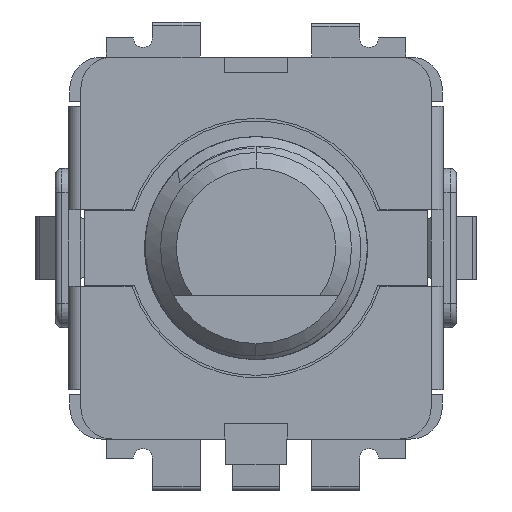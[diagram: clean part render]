
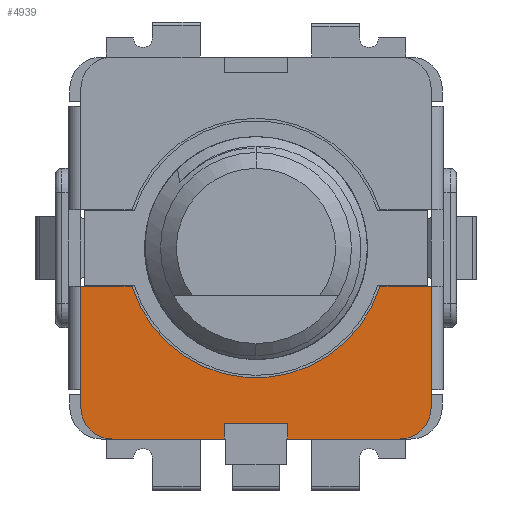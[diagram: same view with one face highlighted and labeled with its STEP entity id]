
A CAD part, front view. The second image highlights one B-rep face of the part: STEP entity #4939.
In plain terms, the highlighted planar face has unit normal (0, -1, 0).
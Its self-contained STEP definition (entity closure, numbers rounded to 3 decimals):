
#109 = DIRECTION ( 'NONE',  ( -1., 0., 0. ) ) ;
#255 = CARTESIAN_POINT ( 'NONE',  ( -1., 7.396, 0. ) ) ;
#306 = DIRECTION ( 'NONE',  ( 1., 0., 0. ) ) ;
#452 = VERTEX_POINT ( 'NONE', #11687 ) ;
#606 = DIRECTION ( 'NONE',  ( 0., 0., 1. ) ) ;
#665 = CARTESIAN_POINT ( 'NONE',  ( 5.5, 7.396, 0. ) ) ;
#813 = CARTESIAN_POINT ( 'NONE',  ( 5.5, 7.396, 0. ) ) ;
#886 = AXIS2_PLACEMENT_3D ( 'NONE', #14057, #20681, #16231 ) ;
#994 = CARTESIAN_POINT ( 'NONE',  ( 5.5, 7.396, -5. ) ) ;
#1049 = CARTESIAN_POINT ( 'NONE',  ( -5.85, 7.396, -6. ) ) ;
#1175 = VECTOR ( 'NONE', #3420, 1000. ) ;
#1674 = CARTESIAN_POINT ( 'NONE',  ( 1., 7.396, -5.5 ) ) ;
#2315 = CARTESIAN_POINT ( 'NONE',  ( 4.5, 7.396, -6. ) ) ;
#2335 = LINE ( 'NONE', #813, #16065 ) ;
#2409 = EDGE_CURVE ( 'NONE', #14524, #14929, #12746, .T. ) ;
#2479 = CARTESIAN_POINT ( 'NONE',  ( -5.85, 7.396, -6. ) ) ;
#2597 = DIRECTION ( 'NONE',  ( -1., 0., 0. ) ) ;
#2847 = VECTOR ( 'NONE', #15499, 1000. ) ;
#2865 = VERTEX_POINT ( 'NONE', #15764 ) ;
#3108 = CARTESIAN_POINT ( 'NONE',  ( -4.5, 7.396, -5. ) ) ;
#3238 = VECTOR ( 'NONE', #306, 1000. ) ;
#3420 = DIRECTION ( 'NONE',  ( 0., 0., 1. ) ) ;
#3614 = VERTEX_POINT ( 'NONE', #9227 ) ;
#3931 = EDGE_CURVE ( 'NONE', #10629, #16773, #17824, .T. ) ;
#4188 = LINE ( 'NONE', #10841, #17763 ) ;
#4247 = LINE ( 'NONE', #665, #6540 ) ;
#4896 = VERTEX_POINT ( 'NONE', #20439 ) ;
#4933 = EDGE_LOOP ( 'NONE', ( #14037, #12067, #9560, #15381, #7409, #19668, #7936, #7079, #15777, #18065, #10145, #5100, #11253, #10049 ) ) ;
#4939 = ADVANCED_FACE ( 'NONE', ( #19349 ), #9432, .T. ) ;
#5100 = ORIENTED_EDGE ( 'NONE', *, *, #11885, .T. ) ;
#5211 = CARTESIAN_POINT ( 'NONE',  ( 0., 7.396, -5.5 ) ) ;
#5409 = LINE ( 'NONE', #12101, #21109 ) ;
#5656 = CARTESIAN_POINT ( 'NONE',  ( -1., 7.396, -5.5 ) ) ;
#5928 = DIRECTION ( 'NONE',  ( -1., 0., 0. ) ) ;
#6152 = CARTESIAN_POINT ( 'NONE',  ( -3.894, 7.396, -1.2 ) ) ;
#6454 = EDGE_CURVE ( 'NONE', #15322, #21095, #11091, .T. ) ;
#6540 = VECTOR ( 'NONE', #7425, 1000. ) ;
#6573 = EDGE_CURVE ( 'NONE', #452, #21095, #8352, .T. ) ;
#6874 = EDGE_CURVE ( 'NONE', #7708, #4896, #4188, .T. ) ;
#7079 = ORIENTED_EDGE ( 'NONE', *, *, #6573, .T. ) ;
#7409 = ORIENTED_EDGE ( 'NONE', *, *, #6874, .T. ) ;
#7425 = DIRECTION ( 'NONE',  ( 0., 0., 1. ) ) ;
#7462 = CARTESIAN_POINT ( 'NONE',  ( 0., 7.396, 0. ) ) ;
#7677 = DIRECTION ( 'NONE',  ( 0., -1., 0. ) ) ;
#7708 = VERTEX_POINT ( 'NONE', #6152 ) ;
#7921 = CARTESIAN_POINT ( 'NONE',  ( 5.5, 7.396, -1.2 ) ) ;
#7936 = ORIENTED_EDGE ( 'NONE', *, *, #10920, .F. ) ;
#7976 = EDGE_CURVE ( 'NONE', #3614, #10629, #2335, .T. ) ;
#8352 = CIRCLE ( 'NONE', #19827, 1. ) ;
#8430 = VECTOR ( 'NONE', #2597, 1000. ) ;
#8459 = DIRECTION ( 'NONE',  ( 0., -1., 0. ) ) ;
#8663 = LINE ( 'NONE', #255, #1175 ) ;
#8957 = DIRECTION ( 'NONE',  ( 0., 0., 1. ) ) ;
#9219 = AXIS2_PLACEMENT_3D ( 'NONE', #12711, #9848, #20964 ) ;
#9227 = CARTESIAN_POINT ( 'NONE',  ( 5.5, 7.396, -4.45 ) ) ;
#9432 = PLANE ( 'NONE',  #13752 ) ;
#9560 = ORIENTED_EDGE ( 'NONE', *, *, #3931, .T. ) ;
#9767 = CARTESIAN_POINT ( 'NONE',  ( 3.894, 7.396, -1.2 ) ) ;
#9848 = DIRECTION ( 'NONE',  ( 0., 1., 0. ) ) ;
#10049 = ORIENTED_EDGE ( 'NONE', *, *, #2409, .T. ) ;
#10145 = ORIENTED_EDGE ( 'NONE', *, *, #12810, .T. ) ;
#10629 = VERTEX_POINT ( 'NONE', #7921 ) ;
#10790 = LINE ( 'NONE', #2479, #8430 ) ;
#10841 = CARTESIAN_POINT ( 'NONE',  ( 0., 7.396, -1.2 ) ) ;
#10920 = EDGE_CURVE ( 'NONE', #452, #17886, #12566, .T. ) ;
#10985 = EDGE_CURVE ( 'NONE', #14929, #3614, #4247, .T. ) ;
#11091 = LINE ( 'NONE', #1049, #12518 ) ;
#11253 = ORIENTED_EDGE ( 'NONE', *, *, #19219, .F. ) ;
#11491 = CARTESIAN_POINT ( 'NONE',  ( -5.5, 7.396, -4.45 ) ) ;
#11687 = CARTESIAN_POINT ( 'NONE',  ( -5.5, 7.396, -5. ) ) ;
#11885 = EDGE_CURVE ( 'NONE', #20173, #2865, #5409, .T. ) ;
#12067 = ORIENTED_EDGE ( 'NONE', *, *, #7976, .T. ) ;
#12101 = CARTESIAN_POINT ( 'NONE',  ( 1., 7.396, 0. ) ) ;
#12130 = LINE ( 'NONE', #13549, #2847 ) ;
#12518 = VECTOR ( 'NONE', #17750, 1000. ) ;
#12566 = LINE ( 'NONE', #18996, #13173 ) ;
#12711 = CARTESIAN_POINT ( 'NONE',  ( 0., 7.396, 0. ) ) ;
#12746 = CIRCLE ( 'NONE', #886, 1. ) ;
#12810 = EDGE_CURVE ( 'NONE', #18962, #20173, #17231, .T. ) ;
#13173 = VECTOR ( 'NONE', #8957, 1000. ) ;
#13549 = CARTESIAN_POINT ( 'NONE',  ( -5.5, 7.396, 0. ) ) ;
#13632 = EDGE_CURVE ( 'NONE', #15322, #18962, #8663, .T. ) ;
#13752 = AXIS2_PLACEMENT_3D ( 'NONE', #7462, #7677, #15870 ) ;
#14037 = ORIENTED_EDGE ( 'NONE', *, *, #10985, .T. ) ;
#14057 = CARTESIAN_POINT ( 'NONE',  ( 4.5, 7.396, -5. ) ) ;
#14524 = VERTEX_POINT ( 'NONE', #2315 ) ;
#14656 = CARTESIAN_POINT ( 'NONE',  ( -1., 7.396, -6. ) ) ;
#14929 = VERTEX_POINT ( 'NONE', #994 ) ;
#15322 = VERTEX_POINT ( 'NONE', #14656 ) ;
#15381 = ORIENTED_EDGE ( 'NONE', *, *, #17966, .T. ) ;
#15499 = DIRECTION ( 'NONE',  ( 0., 0., -1. ) ) ;
#15764 = CARTESIAN_POINT ( 'NONE',  ( 1., 7.396, -6. ) ) ;
#15777 = ORIENTED_EDGE ( 'NONE', *, *, #6454, .F. ) ;
#15850 = CIRCLE ( 'NONE', #9219, 4.075 ) ;
#15870 = DIRECTION ( 'NONE',  ( 0., 0., -1. ) ) ;
#16065 = VECTOR ( 'NONE', #606, 1000. ) ;
#16231 = DIRECTION ( 'NONE',  ( 0., 0., -1. ) ) ;
#16490 = VECTOR ( 'NONE', #5928, 1000. ) ;
#16773 = VERTEX_POINT ( 'NONE', #9767 ) ;
#17231 = LINE ( 'NONE', #5211, #3238 ) ;
#17750 = DIRECTION ( 'NONE',  ( -1., 0., 0. ) ) ;
#17763 = VECTOR ( 'NONE', #109, 1000. ) ;
#17824 = LINE ( 'NONE', #20753, #16490 ) ;
#17886 = VERTEX_POINT ( 'NONE', #11491 ) ;
#17966 = EDGE_CURVE ( 'NONE', #16773, #7708, #15850, .T. ) ;
#18065 = ORIENTED_EDGE ( 'NONE', *, *, #13632, .T. ) ;
#18155 = CARTESIAN_POINT ( 'NONE',  ( -4.5, 7.396, -6. ) ) ;
#18725 = DIRECTION ( 'NONE',  ( 0., 0., -1. ) ) ;
#18961 = EDGE_CURVE ( 'NONE', #4896, #17886, #12130, .T. ) ;
#18962 = VERTEX_POINT ( 'NONE', #5656 ) ;
#18996 = CARTESIAN_POINT ( 'NONE',  ( -5.5, 7.396, -4.725 ) ) ;
#19219 = EDGE_CURVE ( 'NONE', #14524, #2865, #10790, .T. ) ;
#19349 = FACE_OUTER_BOUND ( 'NONE', #4933, .T. ) ;
#19668 = ORIENTED_EDGE ( 'NONE', *, *, #18961, .T. ) ;
#19682 = DIRECTION ( 'NONE',  ( 0., 0., -1. ) ) ;
#19827 = AXIS2_PLACEMENT_3D ( 'NONE', #3108, #8459, #19682 ) ;
#20173 = VERTEX_POINT ( 'NONE', #1674 ) ;
#20439 = CARTESIAN_POINT ( 'NONE',  ( -5.5, 7.396, -1.2 ) ) ;
#20681 = DIRECTION ( 'NONE',  ( 0., -1., 0. ) ) ;
#20753 = CARTESIAN_POINT ( 'NONE',  ( 0., 7.396, -1.2 ) ) ;
#20964 = DIRECTION ( 'NONE',  ( 0., 0., 1. ) ) ;
#21095 = VERTEX_POINT ( 'NONE', #18155 ) ;
#21109 = VECTOR ( 'NONE', #18725, 1000. ) ;
